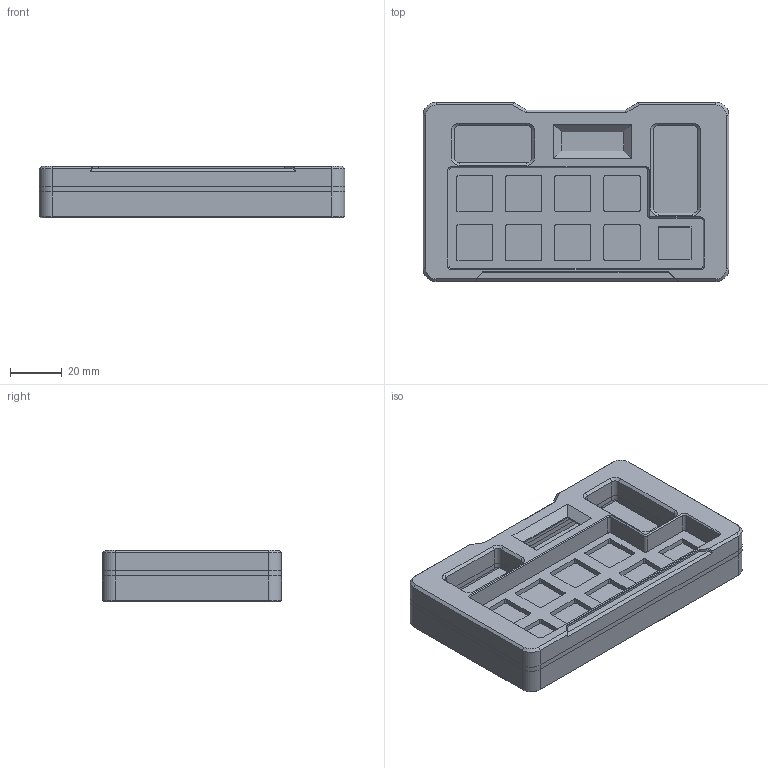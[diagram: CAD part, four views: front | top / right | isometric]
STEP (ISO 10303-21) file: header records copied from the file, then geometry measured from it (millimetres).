
FILE_DESCRIPTION(/* description */ (''),/* implementation_level */ '2;1');
FILE_NAME(/* name */ 'vertex_case_final.step',/* time_stamp */ '2026-01-17T17:33:36+01:00',/* author */ (''),/* organization */ (''),/* preprocessor_version */ 'ST-DEVELOPER v20.1',/* originating_system */ 'Autodesk Translation Framework v14.21.0.0',/* authorisation */ '');
FILE_SCHEMA (('AUTOMOTIVE_DESIGN { 1 0 10303 214 3 1 1 }'));
Length unit declared in the file: millimetre
Products named in the file (1): 2026-01-12-17-16-41-068
Bounding box: 118.6 x 69.5 x 20.1 mm (x, y, z)
Volume: 85809.5 mm3; surface area: 64563.2 mm2
Topology: 5 solids, 5 shells, 630 faces, 1699 edges, 1112 vertices
Faces by surface type: plane 340, bspline 174, cylinder 90, cone 26
Full cylindrical faces by diameter (mm): 3.4 x8, 4.7 x4, 6 x4
Entity records: 21340 total; most frequent: CARTESIAN_POINT 6400, ORIENTED_EDGE 3398, DIRECTION 2471, EDGE_CURVE 1699, LINE 1145, VECTOR 1145, VERTEX_POINT 1112, EDGE_LOOP 715
